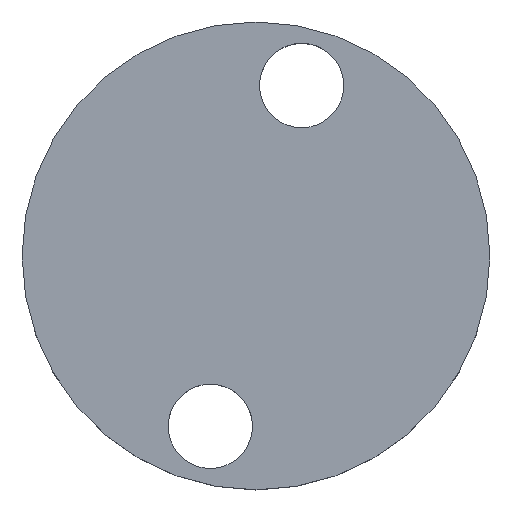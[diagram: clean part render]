
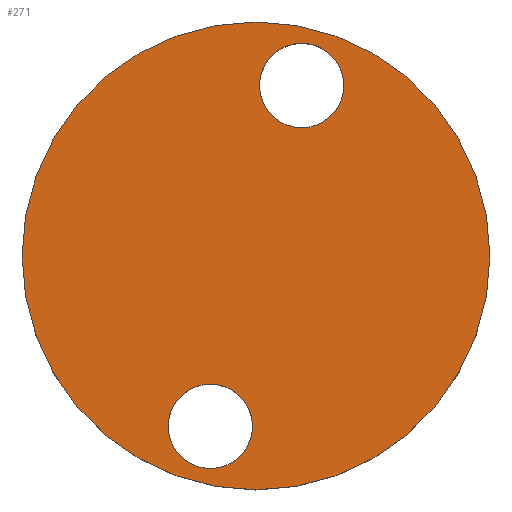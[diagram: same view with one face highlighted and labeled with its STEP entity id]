
A CAD part, top view. The second image highlights one B-rep face of the part: STEP entity #271.
In plain terms, the highlighted planar face has unit normal (0, 0, 1).
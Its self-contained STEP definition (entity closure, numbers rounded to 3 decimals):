
#8 = FACE_BOUND ( 'NONE', #224, .T. ) ;
#23 = CIRCLE ( 'NONE', #229, 2.75 ) ;
#26 = EDGE_CURVE ( 'NONE', #43, #313, #106, .T. ) ;
#33 = CARTESIAN_POINT ( 'NONE',  ( 0., 0., 55.5 ) ) ;
#34 = FACE_OUTER_BOUND ( 'NONE', #149, .T. ) ;
#36 = DIRECTION ( 'NONE',  ( 0., 0., 1. ) ) ;
#40 = CARTESIAN_POINT ( 'NONE',  ( 5.726, 11.108, 55.5 ) ) ;
#43 = VERTEX_POINT ( 'NONE', #248 ) ;
#50 = ORIENTED_EDGE ( 'NONE', *, *, #241, .F. ) ;
#55 = DIRECTION ( 'NONE',  ( 0., 0., 1. ) ) ;
#99 = EDGE_CURVE ( 'NONE', #200, #411, #309, .T. ) ;
#106 = CIRCLE ( 'NONE', #175, 15.25 ) ;
#107 = FACE_BOUND ( 'NONE', #435, .T. ) ;
#113 = EDGE_CURVE ( 'NONE', #411, #200, #23, .T. ) ;
#117 = AXIS2_PLACEMENT_3D ( 'NONE', #153, #296, #433 ) ;
#144 = CARTESIAN_POINT ( 'NONE',  ( -5.726, -11.108, 55.5 ) ) ;
#149 = EDGE_LOOP ( 'NONE', ( #467, #243 ) ) ;
#153 = CARTESIAN_POINT ( 'NONE',  ( 2.976, 11.108, 55.5 ) ) ;
#162 = EDGE_CURVE ( 'NONE', #313, #43, #468, .T. ) ;
#170 = DIRECTION ( 'NONE',  ( 1., 0., 0. ) ) ;
#175 = AXIS2_PLACEMENT_3D ( 'NONE', #350, #55, #446 ) ;
#179 = ORIENTED_EDGE ( 'NONE', *, *, #254, .F. ) ;
#180 = CARTESIAN_POINT ( 'NONE',  ( 2.976, 11.108, 55.5 ) ) ;
#183 = CARTESIAN_POINT ( 'NONE',  ( 0., 0., 55.5 ) ) ;
#187 = PLANE ( 'NONE',  #298 ) ;
#195 = ORIENTED_EDGE ( 'NONE', *, *, #113, .F. ) ;
#197 = AXIS2_PLACEMENT_3D ( 'NONE', #180, #217, #436 ) ;
#200 = VERTEX_POINT ( 'NONE', #144 ) ;
#204 = CIRCLE ( 'NONE', #197, 2.75 ) ;
#208 = DIRECTION ( 'NONE',  ( 0., 0., 1. ) ) ;
#217 = DIRECTION ( 'NONE',  ( 0., 0., 1. ) ) ;
#224 = EDGE_LOOP ( 'NONE', ( #381, #195 ) ) ;
#229 = AXIS2_PLACEMENT_3D ( 'NONE', #249, #208, #403 ) ;
#232 = VERTEX_POINT ( 'NONE', #40 ) ;
#239 = CARTESIAN_POINT ( 'NONE',  ( 0.226, 11.108, 55.5 ) ) ;
#241 = EDGE_CURVE ( 'NONE', #232, #402, #314, .T. ) ;
#243 = ORIENTED_EDGE ( 'NONE', *, *, #162, .T. ) ;
#248 = CARTESIAN_POINT ( 'NONE',  ( -15.25, 0., 55.5 ) ) ;
#249 = CARTESIAN_POINT ( 'NONE',  ( -2.976, -11.108, 55.5 ) ) ;
#254 = EDGE_CURVE ( 'NONE', #402, #232, #204, .T. ) ;
#260 = CARTESIAN_POINT ( 'NONE',  ( 15.25, 0., 55.5 ) ) ;
#262 = AXIS2_PLACEMENT_3D ( 'NONE', #33, #429, #170 ) ;
#271 = ADVANCED_FACE ( 'NONE', ( #107, #34, #8 ), #187, .T. ) ;
#273 = CARTESIAN_POINT ( 'NONE',  ( -0.226, -11.108, 55.5 ) ) ;
#296 = DIRECTION ( 'NONE',  ( 0., 0., 1. ) ) ;
#298 = AXIS2_PLACEMENT_3D ( 'NONE', #183, #36, #338 ) ;
#309 = CIRCLE ( 'NONE', #370, 2.75 ) ;
#313 = VERTEX_POINT ( 'NONE', #260 ) ;
#314 = CIRCLE ( 'NONE', #117, 2.75 ) ;
#338 = DIRECTION ( 'NONE',  ( 1., 0., 0. ) ) ;
#350 = CARTESIAN_POINT ( 'NONE',  ( 0., 0., 55.5 ) ) ;
#358 = DIRECTION ( 'NONE',  ( 1., 0., 0. ) ) ;
#365 = CARTESIAN_POINT ( 'NONE',  ( -2.976, -11.108, 55.5 ) ) ;
#370 = AXIS2_PLACEMENT_3D ( 'NONE', #365, #466, #358 ) ;
#381 = ORIENTED_EDGE ( 'NONE', *, *, #99, .F. ) ;
#402 = VERTEX_POINT ( 'NONE', #239 ) ;
#403 = DIRECTION ( 'NONE',  ( 1., 0., 0. ) ) ;
#411 = VERTEX_POINT ( 'NONE', #273 ) ;
#429 = DIRECTION ( 'NONE',  ( 0., 0., 1. ) ) ;
#433 = DIRECTION ( 'NONE',  ( 1., 0., 0. ) ) ;
#435 = EDGE_LOOP ( 'NONE', ( #179, #50 ) ) ;
#436 = DIRECTION ( 'NONE',  ( 1., 0., 0. ) ) ;
#446 = DIRECTION ( 'NONE',  ( 1., 0., 0. ) ) ;
#466 = DIRECTION ( 'NONE',  ( 0., 0., 1. ) ) ;
#467 = ORIENTED_EDGE ( 'NONE', *, *, #26, .T. ) ;
#468 = CIRCLE ( 'NONE', #262, 15.25 ) ;
